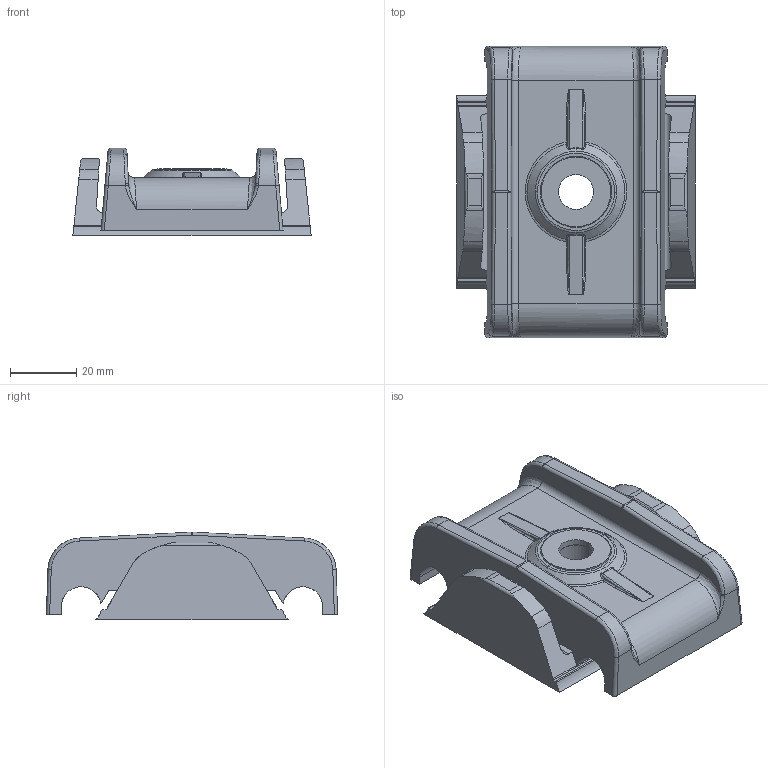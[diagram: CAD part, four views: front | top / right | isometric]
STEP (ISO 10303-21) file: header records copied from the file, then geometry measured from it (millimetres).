
FILE_DESCRIPTION (( 'STEP AP214' ), '1' );
FILE_NAME ('Rexnord-50950.STEP', '2023-07-19T13:15:41', ( '' ), ( '' ), 'SwSTEP 2.0', 'SolidWorks 2022', '' );
FILE_SCHEMA (( 'AUTOMOTIVE_DESIGN' ));
Length unit declared in the file: millimetre
Products named in the file (4): Rexnord-50950; Rexnord-50950_CLIP; Rexnord-50950_washer; Rexnord-50950_LW
Assembly tree (3 placements, depth 2):
  Rexnord-50950
    Rexnord-50950_CLIP
    Rexnord-50950_washer
    Rexnord-50950_LW
Bounding box: 72 x 88 x 26.49 mm (x, y, z)
Volume: 81535.4 mm3; surface area: 28872.8 mm2
Topology: 3 solids, 3 shells, 184 faces, 456 edges, 283 vertices
Faces by surface type: cylinder 62, plane 57, bspline 53, cone 8, torus 4
Entity records: 8311 total; most frequent: CARTESIAN_POINT 4471, ORIENTED_EDGE 908, DIRECTION 597, EDGE_CURVE 454, VERTEX_POINT 282, AXIS2_PLACEMENT_3D 202, EDGE_LOOP 194, VECTOR 193
